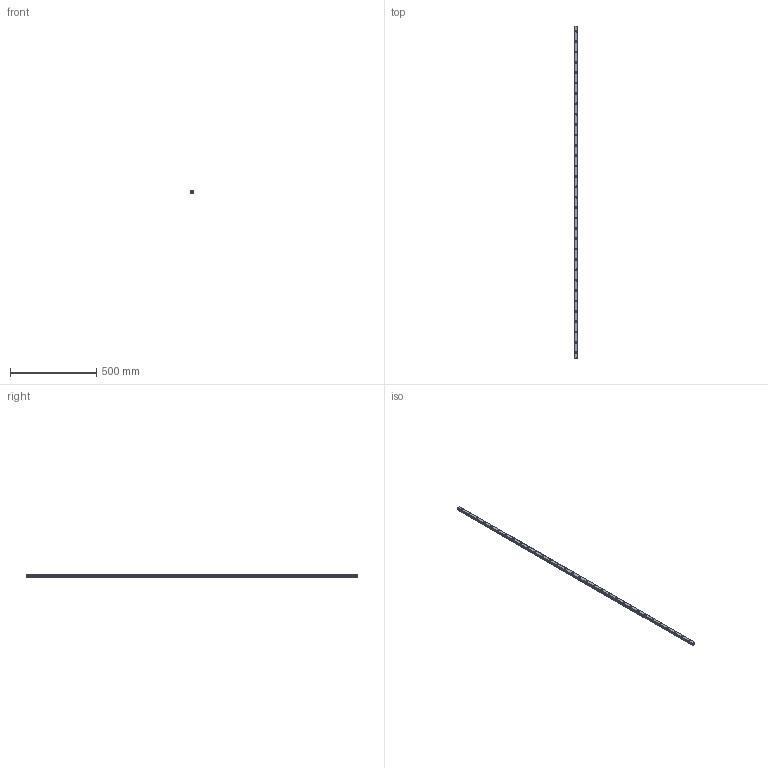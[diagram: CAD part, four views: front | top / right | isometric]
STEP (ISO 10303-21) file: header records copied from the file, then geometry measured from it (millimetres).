
FILE_DESCRIPTION(('STEP AP214'),'1');
FILE_NAME('cctmp_E67D1595-253B-42E7-8ED1-A2A0640BABEE_2021_02_04_10_52_52_0234..stp','2021-02-04T09:52:52',('HIWIN GmbH'),('CADClick - www.CADClick.com'),'Spatial InterOp 3D',' ','unknown authorization');
FILE_SCHEMA(('AUTOMOTIVE_DESIGN'));
Length unit declared in the file: millimetre
Products named in the file (1): EGR20R1920C_FILE
Bounding box: 20 x 1920 x 15.5 mm (x, y, z)
Volume: 515237.1 mm3; surface area: 153721.9 mm2
Topology: 1 solids, 1 shells, 487 faces, 1123 edges, 706 vertices
Faces by surface type: plane 277, cylinder 210
Entity records: 17781 total; most frequent: DIRECTION 2647, CARTESIAN_POINT 2317, ORIENTED_EDGE 2246, EDGE_CURVE 1123, AXIS2_PLACEMENT_3D 1036, VERTEX_POINT 706, LINE 575, VECTOR 575
